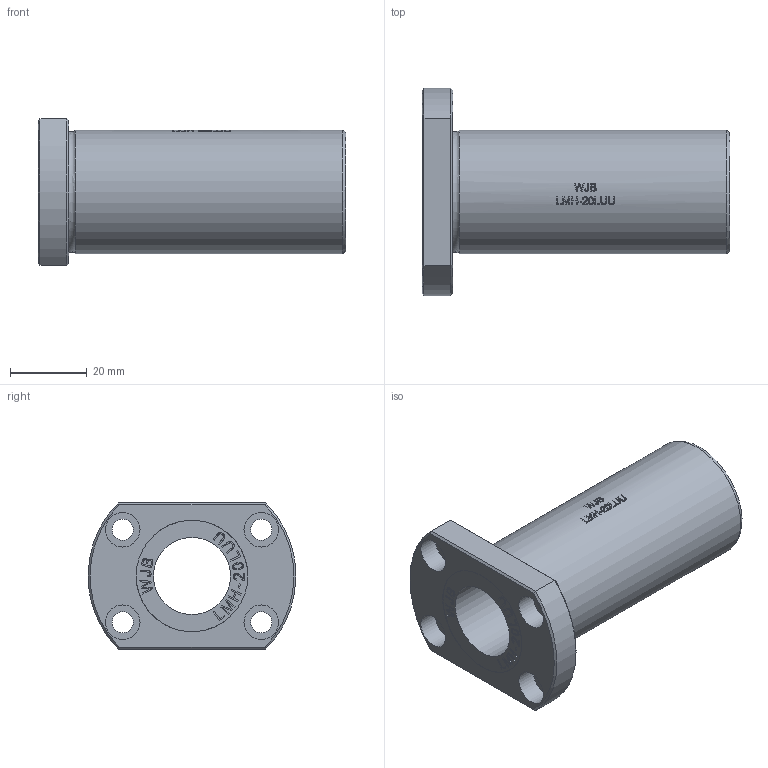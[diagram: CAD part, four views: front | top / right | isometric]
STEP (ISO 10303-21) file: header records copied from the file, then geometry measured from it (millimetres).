
FILE_DESCRIPTION(/* description */ (''),/* implementation_level */ '2;1');
FILE_NAME(/* name */ 'WJB-LMH-20LUU.stp',/* time_stamp */ '2018-09-18T23:53:15+08:00',/* author */ (''),/* organization */ (''),/* preprocessor_version */ 'ST-DEVELOPER v11',/* originating_system */ 'SIEMENS UGS NX 6.0',/* authorisation */ '');
FILE_SCHEMA (('CONFIG_CONTROL_DESIGN'));
Length unit declared in the file: millimetre
Products named in the file (1): WJB-LMH-20LUU
Bounding box: 80 x 54 x 38 mm (x, y, z)
Volume: 45883.6 mm3; surface area: 17200.7 mm2
Topology: 1 solids, 1 shells, 353 faces, 905 edges, 606 vertices
Faces by surface type: plane 231, extrusion 87, cylinder 29, cone 4, torus 2
Full cylindrical faces by diameter (mm): 5.5 x4, 9 x4, 20 x1, 29 x2, 32 x1
Entity records: 13697 total; most frequent: CARTESIAN_POINT 5661, ORIENTED_EDGE 1776, DIRECTION 1244, EDGE_CURVE 888, VERTEX_POINT 603, VECTOR 548, LINE 461, B_SPLINE_CURVE_WITH_KNOTS 433
